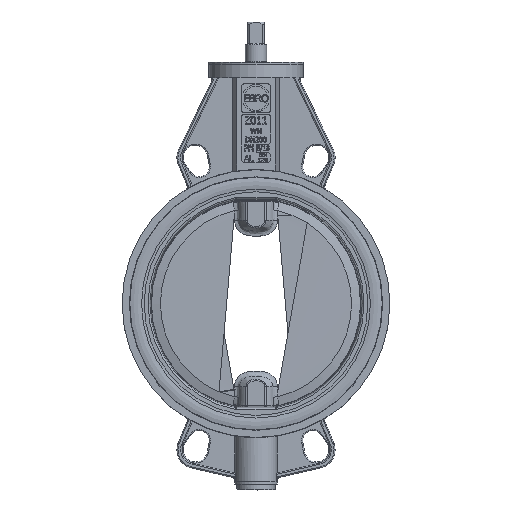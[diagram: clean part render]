
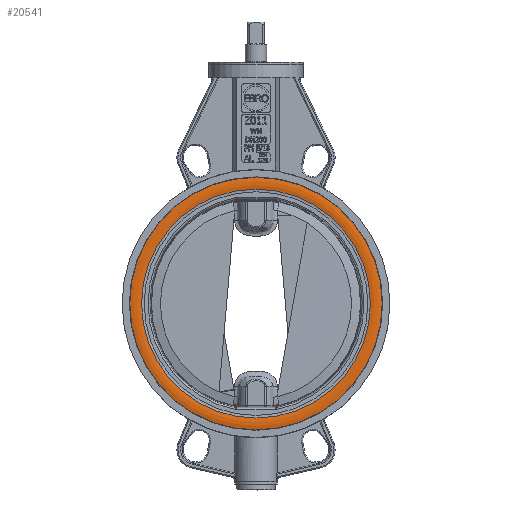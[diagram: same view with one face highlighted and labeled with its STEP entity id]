
A CAD part, top view. The second image highlights one B-rep face of the part: STEP entity #20541.
In plain terms, the highlighted toroidal (fillet/blend) face has major radius 113.5 mm and minor radius 21.6 mm.
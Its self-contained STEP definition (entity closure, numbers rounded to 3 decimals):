
#3843=TOROIDAL_SURFACE('',#22244,113.5,21.6);
#4306=FACE_BOUND('',#6715,.T.);
#5406=FACE_OUTER_BOUND('',#6714,.T.);
#6714=EDGE_LOOP('',(#17507));
#6715=EDGE_LOOP('',(#17508));
#7525=CIRCLE('',#22236,119.267);
#7528=CIRCLE('',#22243,108.109);
#9320=VERTEX_POINT('',#38236);
#9323=VERTEX_POINT('',#38246);
#12070=EDGE_CURVE('',#9320,#9320,#7525,.T.);
#12073=EDGE_CURVE('',#9323,#9323,#7528,.T.);
#17507=ORIENTED_EDGE('',*,*,#12070,.F.);
#17508=ORIENTED_EDGE('',*,*,#12073,.F.);
#20541=ADVANCED_FACE('',(#5406,#4306),#3843,.T.);
#22236=AXIS2_PLACEMENT_3D('',#38237,#26947,#26948);
#22243=AXIS2_PLACEMENT_3D('',#38247,#26961,#26962);
#22244=AXIS2_PLACEMENT_3D('',#38248,#26963,#26964);
#26947=DIRECTION('center_axis',(0.,0.,
-1.));
#26948=DIRECTION('ref_axis',(-1.,0.,0.));
#26961=DIRECTION('center_axis',(0.,0.,
1.));
#26962=DIRECTION('ref_axis',(-1.,0.,0.));
#26963=DIRECTION('center_axis',(0.,0.,
1.));
#26964=DIRECTION('ref_axis',(0.,-1.,0.));
#38236=CARTESIAN_POINT('',(119.267,0.,25.216));
#38237=CARTESIAN_POINT('Origin',(0.,0.,
25.216));
#38246=CARTESIAN_POINT('',(108.109,0.,25.316));
#38247=CARTESIAN_POINT('Origin',(0.,0.,
25.316));
#38248=CARTESIAN_POINT('Origin',(0.,0.,
4.4));
